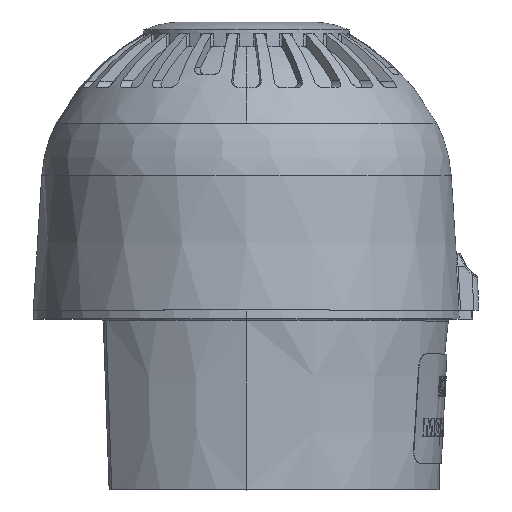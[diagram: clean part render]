
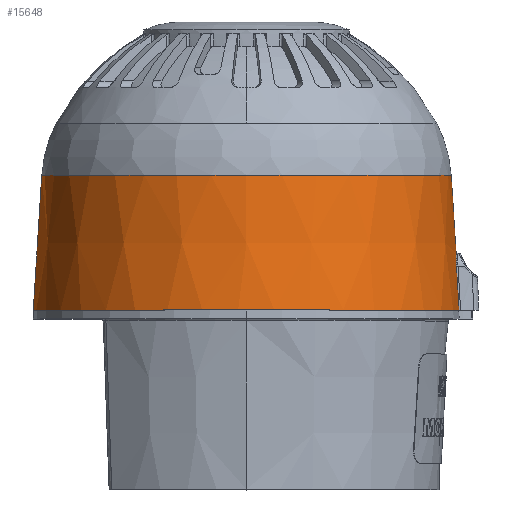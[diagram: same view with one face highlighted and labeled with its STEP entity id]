
A CAD part, top view. The second image highlights one B-rep face of the part: STEP entity #15648.
In plain terms, the highlighted conical face has half-angle 3.6 degrees and reference radius 46.81 mm.
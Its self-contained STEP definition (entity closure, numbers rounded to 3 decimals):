
#430 = DIRECTION ( 'NONE',  ( 0., -1., 0. ) ) ;
#1269 = CARTESIAN_POINT ( 'NONE',  ( -7.807, 101.544, 73.914 ) ) ;
#2542 = EDGE_LOOP ( 'NONE', ( #24022, #4618, #32772, #14685, #16178, #35837, #30706 ) ) ;
#3172 = CARTESIAN_POINT ( 'NONE',  ( 85.814, 101.544, 73.914 ) ) ;
#3176 = VERTEX_POINT ( 'NONE', #19271 ) ;
#3213 = CARTESIAN_POINT ( 'NONE',  ( 86.906, 84.185, 74.194 ) ) ;
#3214 = VERTEX_POINT ( 'NONE', #16361 ) ;
#3704 = EDGE_CURVE ( 'NONE', #13514, #7392, #12833, .T. ) ;
#4618 = ORIENTED_EDGE ( 'NONE', *, *, #15327, .T. ) ;
#6371 = B_SPLINE_CURVE_WITH_KNOTS ( 'NONE', 3,
 ( #16569, #24272, #32629, #7683 ),
 .UNSPECIFIED., .F., .F.,
 ( 4, 4 ),
 ( 0., 0.01 ),
 .UNSPECIFIED. ) ;
#6483 = CARTESIAN_POINT ( 'NONE',  ( 86.928, 81.917, 77.325 ) ) ;
#7392 = VERTEX_POINT ( 'NONE', #18364 ) ;
#7683 = CARTESIAN_POINT ( 'NONE',  ( 86.983, 80.807, 77.531 ) ) ;
#8480 = CARTESIAN_POINT ( 'NONE',  ( 86.903, 82.895, 76.762 ) ) ;
#9715 = EDGE_CURVE ( 'NONE', #3214, #30451, #18762, .T. ) ;
#10192 = AXIS2_PLACEMENT_3D ( 'NONE', #35078, #15594, #35614 ) ;
#10248 = VERTEX_POINT ( 'NONE', #32731 ) ;
#10744 = EDGE_CURVE ( 'NONE', #19445, #13514, #32141, .T. ) ;
#11360 = CARTESIAN_POINT ( 'NONE',  ( 86.903, 84.019, 75.089 ) ) ;
#12833 = CIRCLE ( 'NONE', #19843, 47.903 ) ;
#13514 = VERTEX_POINT ( 'NONE', #24676 ) ;
#13719 = DIRECTION ( 'NONE',  ( 1., 0., 0. ) ) ;
#13858 = VECTOR ( 'NONE', #16823, 1000. ) ;
#14585 = CIRCLE ( 'NONE', #22792, 46.81 ) ;
#14685 = ORIENTED_EDGE ( 'NONE', *, *, #27068, .T. ) ;
#14880 = CARTESIAN_POINT ( 'NONE',  ( -9.746, 70.716, 73.914 ) ) ;
#15327 = EDGE_CURVE ( 'NONE', #10248, #30451, #28957, .T. ) ;
#15594 = DIRECTION ( 'NONE',  ( 0., -1., 0. ) ) ;
#15648 = ADVANCED_FACE ( 'NONE', ( #18143 ), #25924, .T. ) ;
#16178 = ORIENTED_EDGE ( 'NONE', *, *, #10744, .T. ) ;
#16361 = CARTESIAN_POINT ( 'NONE',  ( 87.603, 70.716, 77.736 ) ) ;
#16371 = CARTESIAN_POINT ( 'NONE',  ( 39.004, 101.544, 73.914 ) ) ;
#16569 = CARTESIAN_POINT ( 'NONE',  ( 87.603, 70.716, 77.736 ) ) ;
#16823 = DIRECTION ( 'NONE',  ( 0.063, -0.998, 0. ) ) ;
#17000 = LINE ( 'NONE', #3172, #13858 ) ;
#17176 = CARTESIAN_POINT ( 'NONE',  ( 86.983, 80.807, 77.531 ) ) ;
#18143 = FACE_OUTER_BOUND ( 'NONE', #2542, .T. ) ;
#18364 = CARTESIAN_POINT ( 'NONE',  ( 86.906, 84.185, 73.914 ) ) ;
#18762 = CIRCLE ( 'NONE', #31011, 48.75 ) ;
#18850 = EDGE_CURVE ( 'NONE', #3176, #10248, #14585, .T. ) ;
#18860 = CARTESIAN_POINT ( 'NONE',  ( 86.983, 80.807, 77.531 ) ) ;
#18909 = DIRECTION ( 'NONE',  ( 0., -1., 0. ) ) ;
#19271 = CARTESIAN_POINT ( 'NONE',  ( 85.814, 101.544, 73.914 ) ) ;
#19445 = VERTEX_POINT ( 'NONE', #17176 ) ;
#19460 = CARTESIAN_POINT ( 'NONE',  ( 39.004, 84.185, 73.914 ) ) ;
#19588 = CARTESIAN_POINT ( 'NONE',  ( 86.956, 81.259, 77.498 ) ) ;
#19772 = CARTESIAN_POINT ( 'NONE',  ( 86.898, 83.53, 76.115 ) ) ;
#19843 = AXIS2_PLACEMENT_3D ( 'NONE', #19460, #27342, #35677 ) ;
#20321 = CARTESIAN_POINT ( 'NONE',  ( 86.936, 81.699, 77.398 ) ) ;
#21458 = EDGE_CURVE ( 'NONE', #3176, #7392, #17000, .T. ) ;
#22354 = CARTESIAN_POINT ( 'NONE',  ( 86.904, 84.082, 74.868 ) ) ;
#22792 = AXIS2_PLACEMENT_3D ( 'NONE', #16371, #18909, #30067 ) ;
#24022 = ORIENTED_EDGE ( 'NONE', *, *, #18850, .T. ) ;
#24153 = VECTOR ( 'NONE', #29330, 1000. ) ;
#24272 = CARTESIAN_POINT ( 'NONE',  ( 87.396, 74.08, 77.672 ) ) ;
#24676 = CARTESIAN_POINT ( 'NONE',  ( 86.906, 84.185, 73.966 ) ) ;
#25607 = CARTESIAN_POINT ( 'NONE',  ( 86.906, 84.185, 73.966 ) ) ;
#25924 = CONICAL_SURFACE ( 'NONE', #10192, 46.81, 0.063 ) ;
#27068 = EDGE_CURVE ( 'NONE', #3214, #19445, #6371, .T. ) ;
#27342 = DIRECTION ( 'NONE',  ( 0., 1., 0. ) ) ;
#27950 = CARTESIAN_POINT ( 'NONE',  ( 39.004, 70.716, 73.914 ) ) ;
#28144 = CARTESIAN_POINT ( 'NONE',  ( 86.914, 82.331, 77.139 ) ) ;
#28687 = CARTESIAN_POINT ( 'NONE',  ( 86.9, 83.775, 75.72 ) ) ;
#28957 = LINE ( 'NONE', #1269, #24153 ) ;
#29330 = DIRECTION ( 'NONE',  ( -0.063, -0.998, 0. ) ) ;
#30011 = CARTESIAN_POINT ( 'NONE',  ( 86.969, 81.035, 77.526 ) ) ;
#30067 = DIRECTION ( 'NONE',  ( 1., 0., 0. ) ) ;
#30451 = VERTEX_POINT ( 'NONE', #14880 ) ;
#30706 = ORIENTED_EDGE ( 'NONE', *, *, #21458, .F. ) ;
#30720 = CARTESIAN_POINT ( 'NONE',  ( 86.91, 82.526, 77.026 ) ) ;
#30910 = CARTESIAN_POINT ( 'NONE',  ( 86.905, 84.164, 74.42 ) ) ;
#31011 = AXIS2_PLACEMENT_3D ( 'NONE', #27950, #430, #13719 ) ;
#31264 = CARTESIAN_POINT ( 'NONE',  ( 86.901, 83.067, 76.61 ) ) ;
#32141 = B_SPLINE_CURVE_WITH_KNOTS ( 'NONE', 3,
 ( #18860, #30011, #19588, #20321, #6483, #28144, #30720, #8480, #31264, #19772, #28687, #11360, #22354, #30910, #3213, #25607 ),
 .UNSPECIFIED., .F., .F.,
 ( 4, 2, 2, 2, 2, 2, 2, 4 ),
 ( 0., 0.001, 0.001, 0.002, 0.003, 0.004, 0.005, 0.005 ),
 .UNSPECIFIED. ) ;
#32629 = CARTESIAN_POINT ( 'NONE',  ( 87.189, 77.443, 77.603 ) ) ;
#32731 = CARTESIAN_POINT ( 'NONE',  ( -7.807, 101.544, 73.914 ) ) ;
#32772 = ORIENTED_EDGE ( 'NONE', *, *, #9715, .F. ) ;
#35078 = CARTESIAN_POINT ( 'NONE',  ( 39.004, 101.544, 73.914 ) ) ;
#35614 = DIRECTION ( 'NONE',  ( 1., 0., 0. ) ) ;
#35677 = DIRECTION ( 'NONE',  ( -1., 0., 0. ) ) ;
#35837 = ORIENTED_EDGE ( 'NONE', *, *, #3704, .T. ) ;
